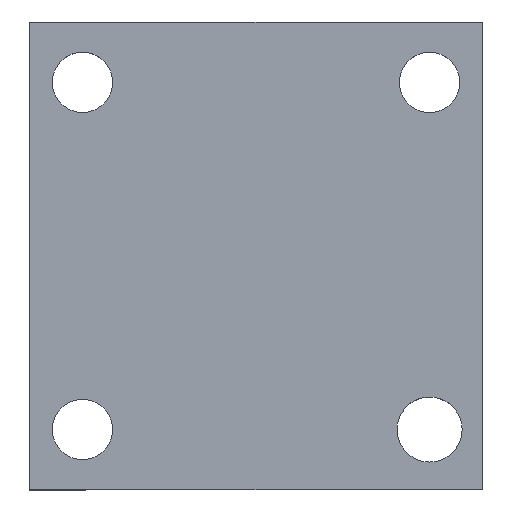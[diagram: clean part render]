
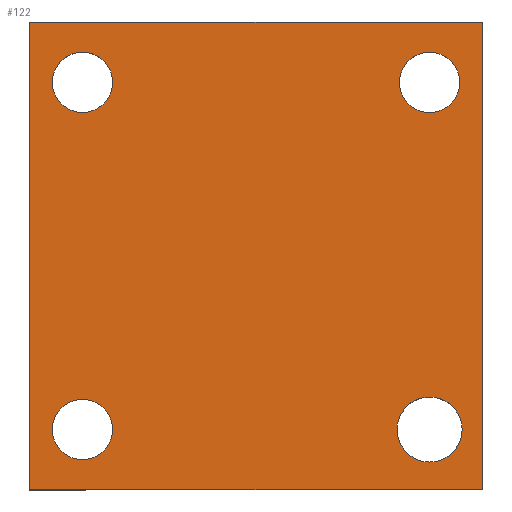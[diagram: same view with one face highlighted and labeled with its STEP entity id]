
A CAD part, top view. The second image highlights one B-rep face of the part: STEP entity #122.
In plain terms, the highlighted planar face has unit normal (0, 0, 1).
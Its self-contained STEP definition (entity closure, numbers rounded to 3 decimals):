
#1 = CARTESIAN_POINT ( 'NONE',  ( -11.501, -11.499, 3. ) ) ;
#6 = DIRECTION ( 'NONE',  ( -1., 0., 0. ) ) ;
#8 = DIRECTION ( 'NONE',  ( 0., 0., 1. ) ) ;
#13 = CIRCLE ( 'NONE', #528, 2. ) ;
#17 = DIRECTION ( 'NONE',  ( 0., 1., 0. ) ) ;
#19 = ORIENTED_EDGE ( 'NONE', *, *, #151, .T. ) ;
#21 = DIRECTION ( 'NONE',  ( 0., 0., 1. ) ) ;
#36 = LINE ( 'NONE', #359, #472 ) ;
#51 = EDGE_CURVE ( 'NONE', #505, #325, #471, .T. ) ;
#53 = VERTEX_POINT ( 'NONE', #219 ) ;
#54 = AXIS2_PLACEMENT_3D ( 'NONE', #498, #8, #169 ) ;
#56 = FACE_BOUND ( 'NONE', #83, .T. ) ;
#58 = EDGE_CURVE ( 'NONE', #438, #53, #185, .T. ) ;
#60 = CARTESIAN_POINT ( 'NONE',  ( 11.503, 11.501, 3. ) ) ;
#70 = DIRECTION ( 'NONE',  ( 1., 0., 0. ) ) ;
#73 = VERTEX_POINT ( 'NONE', #382 ) ;
#74 = CARTESIAN_POINT ( 'NONE',  ( 9.503, 11.501, 3. ) ) ;
#83 = EDGE_LOOP ( 'NONE', ( #150, #205 ) ) ;
#91 = CIRCLE ( 'NONE', #155, 2. ) ;
#93 = CARTESIAN_POINT ( 'NONE',  ( 9.345, -11.501, 3. ) ) ;
#98 = ORIENTED_EDGE ( 'NONE', *, *, #506, .F. ) ;
#99 = FACE_BOUND ( 'NONE', #208, .T. ) ;
#101 = FACE_BOUND ( 'NONE', #341, .T. ) ;
#102 = DIRECTION ( 'NONE',  ( 1., 0., 0. ) ) ;
#103 = VERTEX_POINT ( 'NONE', #421 ) ;
#108 = CARTESIAN_POINT ( 'NONE',  ( 15.001, -15.501, 3. ) ) ;
#111 = DIRECTION ( 'NONE',  ( 0., 0., 1. ) ) ;
#112 = DIRECTION ( 'NONE',  ( 0., 0., 1. ) ) ;
#117 = CARTESIAN_POINT ( 'NONE',  ( 11.503, 11.501, 3. ) ) ;
#118 = ORIENTED_EDGE ( 'NONE', *, *, #233, .F. ) ;
#120 = AXIS2_PLACEMENT_3D ( 'NONE', #326, #485, #193 ) ;
#122 = ADVANCED_FACE ( 'NONE', ( #101, #99, #229, #263, #56 ), #465, .T. ) ;
#126 = ORIENTED_EDGE ( 'NONE', *, *, #181, .T. ) ;
#134 = VERTEX_POINT ( 'NONE', #426 ) ;
#137 = CIRCLE ( 'NONE', #120, 2. ) ;
#144 = AXIS2_PLACEMENT_3D ( 'NONE', #510, #177, #318 ) ;
#150 = ORIENTED_EDGE ( 'NONE', *, *, #58, .F. ) ;
#151 = EDGE_CURVE ( 'NONE', #194, #73, #179, .T. ) ;
#155 = AXIS2_PLACEMENT_3D ( 'NONE', #117, #324, #443 ) ;
#161 = CIRCLE ( 'NONE', #530, 2.156 ) ;
#163 = AXIS2_PLACEMENT_3D ( 'NONE', #60, #21, #507 ) ;
#169 = DIRECTION ( 'NONE',  ( 1., 0., 0. ) ) ;
#177 = DIRECTION ( 'NONE',  ( 0., 0., 1. ) ) ;
#179 = LINE ( 'NONE', #347, #297 ) ;
#181 = EDGE_CURVE ( 'NONE', #73, #505, #36, .T. ) ;
#185 = CIRCLE ( 'NONE', #144, 2.156 ) ;
#193 = DIRECTION ( 'NONE',  ( 1., 0., 0. ) ) ;
#194 = VERTEX_POINT ( 'NONE', #199 ) ;
#199 = CARTESIAN_POINT ( 'NONE',  ( -15.001, 15.501, 3. ) ) ;
#203 = LINE ( 'NONE', #370, #492 ) ;
#205 = ORIENTED_EDGE ( 'NONE', *, *, #241, .F. ) ;
#208 = EDGE_LOOP ( 'NONE', ( #348, #249 ) ) ;
#215 = AXIS2_PLACEMENT_3D ( 'NONE', #390, #353, #102 ) ;
#219 = CARTESIAN_POINT ( 'NONE',  ( 13.657, -11.501, 3. ) ) ;
#229 = FACE_OUTER_BOUND ( 'NONE', #499, .T. ) ;
#233 = EDGE_CURVE ( 'NONE', #401, #337, #91, .T. ) ;
#241 = EDGE_CURVE ( 'NONE', #53, #438, #161, .T. ) ;
#242 = AXIS2_PLACEMENT_3D ( 'NONE', #287, #289, #258 ) ;
#243 = CARTESIAN_POINT ( 'NONE',  ( 11.501, -11.501, 3. ) ) ;
#249 = ORIENTED_EDGE ( 'NONE', *, *, #422, .F. ) ;
#254 = ORIENTED_EDGE ( 'NONE', *, *, #283, .F. ) ;
#258 = DIRECTION ( 'NONE',  ( 1., 0., 0. ) ) ;
#263 = FACE_BOUND ( 'NONE', #529, .T. ) ;
#264 = ORIENTED_EDGE ( 'NONE', *, *, #51, .T. ) ;
#273 = CARTESIAN_POINT ( 'NONE',  ( 15.001, -15.501, 3. ) ) ;
#278 = CARTESIAN_POINT ( 'NONE',  ( -9.499, 11.503, 3. ) ) ;
#282 = ORIENTED_EDGE ( 'NONE', *, *, #384, .F. ) ;
#283 = EDGE_CURVE ( 'NONE', #134, #103, #13, .T. ) ;
#286 = CIRCLE ( 'NONE', #54, 2. ) ;
#287 = CARTESIAN_POINT ( 'NONE',  ( -11.501, -11.499, 3. ) ) ;
#289 = DIRECTION ( 'NONE',  ( 0., 0., 1. ) ) ;
#292 = EDGE_CURVE ( 'NONE', #460, #303, #137, .T. ) ;
#297 = VECTOR ( 'NONE', #312, 1000. ) ;
#303 = VERTEX_POINT ( 'NONE', #278 ) ;
#312 = DIRECTION ( 'NONE',  ( 0., -1., 0. ) ) ;
#318 = DIRECTION ( 'NONE',  ( 1., 0., 0. ) ) ;
#321 = CARTESIAN_POINT ( 'NONE',  ( 15.001, 15.501, 3. ) ) ;
#324 = DIRECTION ( 'NONE',  ( 0., 0., 1. ) ) ;
#325 = VERTEX_POINT ( 'NONE', #321 ) ;
#326 = CARTESIAN_POINT ( 'NONE',  ( -11.499, 11.503, 3. ) ) ;
#336 = CARTESIAN_POINT ( 'NONE',  ( 13.503, 11.501, 3. ) ) ;
#337 = VERTEX_POINT ( 'NONE', #74 ) ;
#341 = EDGE_LOOP ( 'NONE', ( #282, #254 ) ) ;
#347 = CARTESIAN_POINT ( 'NONE',  ( -15.001, -15.501, 3. ) ) ;
#348 = ORIENTED_EDGE ( 'NONE', *, *, #292, .F. ) ;
#353 = DIRECTION ( 'NONE',  ( 0., 0., 1. ) ) ;
#355 = DIRECTION ( 'NONE',  ( 1., 0., 0. ) ) ;
#359 = CARTESIAN_POINT ( 'NONE',  ( 15.001, -15.501, 3. ) ) ;
#370 = CARTESIAN_POINT ( 'NONE',  ( 15.001, 15.501, 3. ) ) ;
#382 = CARTESIAN_POINT ( 'NONE',  ( -15.001, -15.501, 3. ) ) ;
#384 = EDGE_CURVE ( 'NONE', #103, #134, #404, .T. ) ;
#390 = CARTESIAN_POINT ( 'NONE',  ( 0., 0., 3. ) ) ;
#401 = VERTEX_POINT ( 'NONE', #336 ) ;
#403 = VECTOR ( 'NONE', #17, 1000. ) ;
#404 = CIRCLE ( 'NONE', #242, 2. ) ;
#412 = CIRCLE ( 'NONE', #163, 2. ) ;
#421 = CARTESIAN_POINT ( 'NONE',  ( -13.501, -11.499, 3. ) ) ;
#422 = EDGE_CURVE ( 'NONE', #303, #460, #286, .T. ) ;
#426 = CARTESIAN_POINT ( 'NONE',  ( -9.501, -11.499, 3. ) ) ;
#438 = VERTEX_POINT ( 'NONE', #93 ) ;
#443 = DIRECTION ( 'NONE',  ( 1., 0., 0. ) ) ;
#448 = ORIENTED_EDGE ( 'NONE', *, *, #468, .T. ) ;
#449 = CARTESIAN_POINT ( 'NONE',  ( -13.499, 11.503, 3. ) ) ;
#460 = VERTEX_POINT ( 'NONE', #449 ) ;
#465 = PLANE ( 'NONE',  #215 ) ;
#468 = EDGE_CURVE ( 'NONE', #325, #194, #203, .T. ) ;
#471 = LINE ( 'NONE', #108, #403 ) ;
#472 = VECTOR ( 'NONE', #355, 1000. ) ;
#475 = DIRECTION ( 'NONE',  ( 1., 0., 0. ) ) ;
#485 = DIRECTION ( 'NONE',  ( 0., 0., 1. ) ) ;
#492 = VECTOR ( 'NONE', #6, 1000. ) ;
#498 = CARTESIAN_POINT ( 'NONE',  ( -11.499, 11.503, 3. ) ) ;
#499 = EDGE_LOOP ( 'NONE', ( #264, #448, #19, #126 ) ) ;
#505 = VERTEX_POINT ( 'NONE', #273 ) ;
#506 = EDGE_CURVE ( 'NONE', #337, #401, #412, .T. ) ;
#507 = DIRECTION ( 'NONE',  ( 1., 0., 0. ) ) ;
#510 = CARTESIAN_POINT ( 'NONE',  ( 11.501, -11.501, 3. ) ) ;
#528 = AXIS2_PLACEMENT_3D ( 'NONE', #1, #111, #70 ) ;
#529 = EDGE_LOOP ( 'NONE', ( #98, #118 ) ) ;
#530 = AXIS2_PLACEMENT_3D ( 'NONE', #243, #112, #475 ) ;
